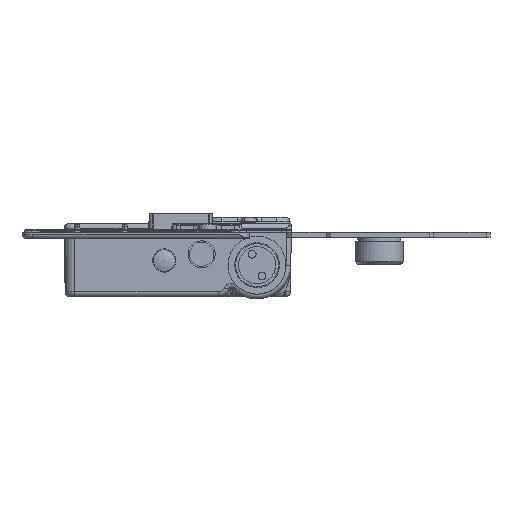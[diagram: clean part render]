
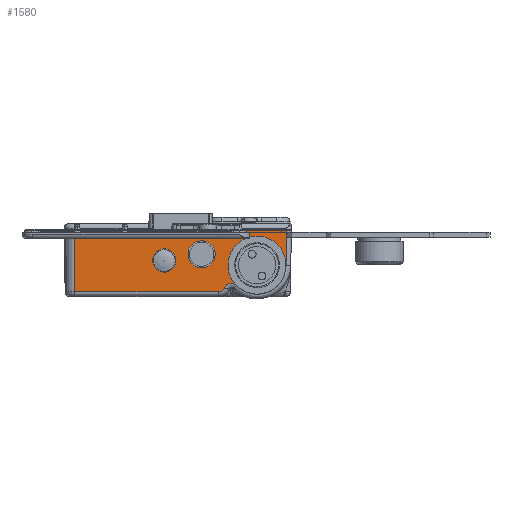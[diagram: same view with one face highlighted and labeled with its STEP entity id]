
A CAD part, left-side view. The second image highlights one B-rep face of the part: STEP entity #1580.
In plain terms, the highlighted planar face has unit normal (-1, 0, -0.018).
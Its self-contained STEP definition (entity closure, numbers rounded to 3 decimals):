
#1580 = ADVANCED_FACE( '', ( #3512, #3513, #3514, #3515 ), #3516, .T. );
#3512 = FACE_OUTER_BOUND( '', #8505, .T. );
#3513 = FACE_BOUND( '', #8506, .T. );
#3514 = FACE_BOUND( '', #8507, .T. );
#3515 = FACE_BOUND( '', #8508, .T. );
#3516 = PLANE( '', #8509 );
#8505 = EDGE_LOOP( '', ( #14190, #14191, #14192, #14193, #14194, #14195, #14196 ) );
#8506 = EDGE_LOOP( '', ( #14197 ) );
#8507 = EDGE_LOOP( '', ( #14198 ) );
#8508 = EDGE_LOOP( '', ( #14199 ) );
#8509 = AXIS2_PLACEMENT_3D( '', #14200, #14201, #14202 );
#14190 = ORIENTED_EDGE( '', *, *, #18346, .T. );
#14191 = ORIENTED_EDGE( '', *, *, #18251, .T. );
#14192 = ORIENTED_EDGE( '', *, *, #18704, .T. );
#14193 = ORIENTED_EDGE( '', *, *, #17652, .T. );
#14194 = ORIENTED_EDGE( '', *, *, #18328, .T. );
#14195 = ORIENTED_EDGE( '', *, *, #18705, .F. );
#14196 = ORIENTED_EDGE( '', *, *, #18243, .F. );
#14197 = ORIENTED_EDGE( '', *, *, #16942, .T. );
#14198 = ORIENTED_EDGE( '', *, *, #17273, .T. );
#14199 = ORIENTED_EDGE( '', *, *, #18588, .F. );
#14200 = CARTESIAN_POINT( '', ( -27.886, 0.95, -21.069 ) );
#14201 = DIRECTION( '', ( -1., 0., -0.017 ) );
#14202 = DIRECTION( '', ( -0.017, 0., 1. ) );
#16942 = EDGE_CURVE( '', #19431, #19431, #19432, .F. );
#17273 = EDGE_CURVE( '', #20029, #20029, #20030, .F. );
#17652 = EDGE_CURVE( '', #20660, #20658, #20661, .T. );
#18243 = EDGE_CURVE( '', #21582, #21584, #21585, .T. );
#18251 = EDGE_CURVE( '', #21597, #21595, #21598, .T. );
#18328 = EDGE_CURVE( '', #20658, #21701, #21703, .F. );
#18346 = EDGE_CURVE( '', #21582, #21597, #21729, .T. );
#18588 = EDGE_CURVE( '', #22047, #22047, #22048, .T. );
#18704 = EDGE_CURVE( '', #21595, #20660, #22192, .F. );
#18705 = EDGE_CURVE( '', #21584, #21701, #22193, .T. );
#19431 = VERTEX_POINT( '', #23188 );
#19432 = ELLIPSE( '', #23189, 4.446, 4.445 );
#20029 = VERTEX_POINT( '', #24830 );
#20030 = ELLIPSE( '', #24831, 3.569, 3.569 );
#20658 = VERTEX_POINT( '', #25949 );
#20660 = VERTEX_POINT( '', #25951 );
#20661 = ELLIPSE( '', #25952, 9.475, 9.474 );
#21582 = VERTEX_POINT( '', #27490 );
#21584 = VERTEX_POINT( '', #27492 );
#21585 = LINE( '', #27493, #27494 );
#21595 = VERTEX_POINT( '', #27504 );
#21597 = VERTEX_POINT( '', #27506 );
#21598 = ELLIPSE( '', #27507, 2.388, 2.388 );
#21701 = VERTEX_POINT( '', #27733 );
#21703 = LINE( '', #27735, #27736 );
#21729 = LINE( '', #27795, #27796 );
#22047 = VERTEX_POINT( '', #28245 );
#22048 = ELLIPSE( '', #28246, 7.367, 7.366 );
#22192 = ELLIPSE( '', #28509, 2.382, 2.381 );
#22193 = LINE( '', #28510, #28511 );
#23188 = CARTESIAN_POINT( '', ( -28.051, -6.893, -11.608 ) );
#23189 = AXIS2_PLACEMENT_3D( '', #30162, #30163, #30164 );
#24830 = CARTESIAN_POINT( '', ( -28.156, 5.401, -5.626 ) );
#24831 = AXIS2_PLACEMENT_3D( '', #30593, #30594, #30595 );
#25949 = CARTESIAN_POINT( '', ( -28.064, -34.552, -10.912 ) );
#25951 = CARTESIAN_POINT( '', ( -27.95, -18.344, -17.409 ) );
#25952 = AXIS2_PLACEMENT_3D( '', #31085, #31086, #31087 );
#27490 = CARTESIAN_POINT( '', ( -27.913, 34.687, -19.51 ) );
#27492 = CARTESIAN_POINT( '', ( -28.265, 34.687, 0.635 ) );
#27493 = CARTESIAN_POINT( '', ( -27.886, 34.687, -21.069 ) );
#27494 = VECTOR( '', #31907, 1000. );
#27504 = CARTESIAN_POINT( '', ( -27.938, -14.48, -18.104 ) );
#27506 = CARTESIAN_POINT( '', ( -27.913, -12.304, -19.51 ) );
#27507 = AXIS2_PLACEMENT_3D( '', #31923, #31924, #31925 );
#27733 = CARTESIAN_POINT( '', ( -28.265, -34.753, 0.635 ) );
#27735 = CARTESIAN_POINT( '', ( -27.876, -34.364, -21.686 ) );
#27736 = VECTOR( '', #31994, 1000. );
#27795 = CARTESIAN_POINT( '', ( -27.913, -12.304, -19.51 ) );
#27796 = VECTOR( '', #32004, 1000. );
#28245 = CARTESIAN_POINT( '', ( -28.196, -25.079, -3.353 ) );
#28246 = AXIS2_PLACEMENT_3D( '', #32293, #32294, #32295 );
#28509 = AXIS2_PLACEMENT_3D( '', #32398, #32399, #32400 );
#28510 = CARTESIAN_POINT( '', ( -28.265, 34.687, 0.635 ) );
#28511 = VECTOR( '', #32401, 1000. );
#30162 = CARTESIAN_POINT( '', ( -28.129, -6.893, -7.163 ) );
#30163 = DIRECTION( '', ( -1., 0., -0.017 ) );
#30164 = DIRECTION( '', ( 0.017, 0., -1. ) );
#30593 = CARTESIAN_POINT( '', ( -28.094, 5.401, -9.195 ) );
#30594 = DIRECTION( '', ( -1., 0., -0.017 ) );
#30595 = DIRECTION( '', ( -0.017, 0., 1. ) );
#31085 = CARTESIAN_POINT( '', ( -28.066, -25.079, -10.747 ) );
#31086 = DIRECTION( '', ( -1., 0., -0.017 ) );
#31087 = DIRECTION( '', ( -0.017, 0., 1. ) );
#31907 = DIRECTION( '', ( -0.017, 0., 1. ) );
#31923 = CARTESIAN_POINT( '', ( -27.955, -12.304, -17.122 ) );
#31924 = DIRECTION( '', ( -1., 0., -0.017 ) );
#31925 = DIRECTION( '', ( 0.017, 0., -1. ) );
#31994 = DIRECTION( '', ( 0.017, 0.017, -1. ) );
#32004 = DIRECTION( '', ( 0., -1., 0. ) );
#32293 = CARTESIAN_POINT( '', ( -28.067, -25.079, -10.719 ) );
#32294 = DIRECTION( '', ( -1., 0., -0.017 ) );
#32295 = DIRECTION( '', ( -0.017, 0., 1. ) );
#32398 = CARTESIAN_POINT( '', ( -27.921, -16.651, -19.084 ) );
#32399 = DIRECTION( '', ( -1., 0., -0.017 ) );
#32400 = DIRECTION( '', ( -0.017, 0., 1. ) );
#32401 = DIRECTION( '', ( 0., -1., 0. ) );
